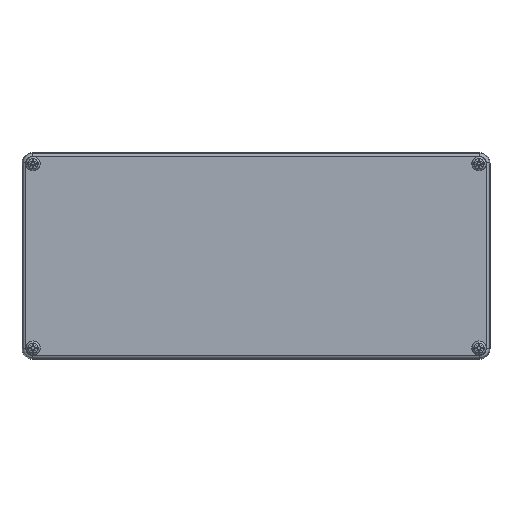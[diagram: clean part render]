
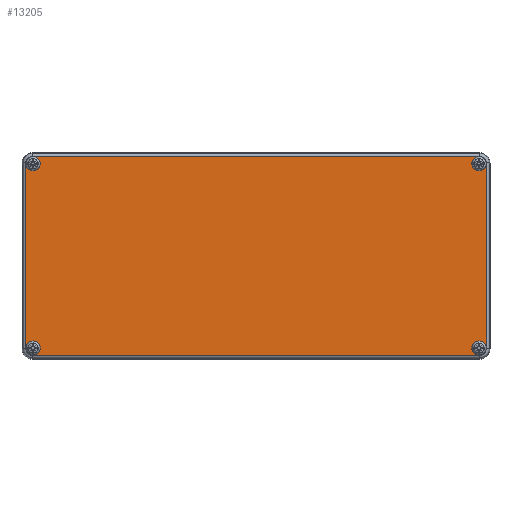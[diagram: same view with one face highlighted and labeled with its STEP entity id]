
A CAD part, top view. The second image highlights one B-rep face of the part: STEP entity #13205.
In plain terms, the highlighted face is planar.
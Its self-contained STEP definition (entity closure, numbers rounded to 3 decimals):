
#12665=CARTESIAN_POINT('',(156.75,-67.,-40.0));
#12666=VERTEX_POINT('',#12665);
#12667=CARTESIAN_POINT('',(162.,-67.,-40.0));
#12668=DIRECTION('',(0.0,0.0,1.0));
#12669=DIRECTION('',(1.0,0.0,0.0));
#12670=AXIS2_PLACEMENT_3D('',#12667,#12668,#12669);
#12671=CIRCLE('',#12670,5.25);
#12672=EDGE_CURVE('',#12666,#12666,#12671,.T.);
#12705=CARTESIAN_POINT('',(-167.25,-67.0,-40.0));
#12706=VERTEX_POINT('',#12705);
#12707=CARTESIAN_POINT('',(-162.,-67.0,-40.0));
#12708=DIRECTION('',(0.0,0.0,1.0));
#12709=DIRECTION('',(1.0,0.0,0.0));
#12710=AXIS2_PLACEMENT_3D('',#12707,#12708,#12709);
#12711=CIRCLE('',#12710,5.25);
#12712=EDGE_CURVE('',#12706,#12706,#12711,.T.);
#12745=CARTESIAN_POINT('',(-167.25,67.0,-40.0));
#12746=VERTEX_POINT('',#12745);
#12747=CARTESIAN_POINT('',(-162.,67.0,-40.0));
#12748=DIRECTION('',(0.0,0.0,1.0));
#12749=DIRECTION('',(1.0,0.0,0.0));
#12750=AXIS2_PLACEMENT_3D('',#12747,#12748,#12749);
#12751=CIRCLE('',#12750,5.25);
#12752=EDGE_CURVE('',#12746,#12746,#12751,.T.);
#12785=CARTESIAN_POINT('',(156.75,67.,-40.0));
#12786=VERTEX_POINT('',#12785);
#12787=CARTESIAN_POINT('',(162.,67.,-40.0));
#12788=DIRECTION('',(0.0,0.0,1.0));
#12789=DIRECTION('',(1.0,0.0,0.0));
#12790=AXIS2_PLACEMENT_3D('',#12787,#12788,#12789);
#12791=CIRCLE('',#12790,5.25);
#12792=EDGE_CURVE('',#12786,#12786,#12791,.T.);
#12816=CARTESIAN_POINT('',(162.5,-72.336,-40.0));
#12817=VERTEX_POINT('',#12816);
#12825=CARTESIAN_POINT('',(167.336,-67.5,-40.0));
#12826=VERTEX_POINT('',#12825);
#12827=CARTESIAN_POINT('',(162.5,-67.5,-40.0));
#12828=DIRECTION('',(0.0,0.0,1.0));
#12829=DIRECTION('',(0.707,-0.707,0.0));
#12830=AXIS2_PLACEMENT_3D('',#12827,#12828,#12829);
#12831=CIRCLE('',#12830,4.836);
#12832=EDGE_CURVE('',#12817,#12826,#12831,.T.);
#12858=CARTESIAN_POINT('',(167.336,67.5,-40.0));
#12859=VERTEX_POINT('',#12858);
#12876=CARTESIAN_POINT('',(167.336,-67.5,-40.0));
#12877=DIRECTION('',(0.0,1.0,0.0));
#12878=VECTOR('',#12877,135.);
#12879=LINE('',#12876,#12878);
#12880=EDGE_CURVE('',#12826,#12859,#12879,.T.);
#12890=CARTESIAN_POINT('',(162.5,72.336,-40.0));
#12891=VERTEX_POINT('',#12890);
#12909=CARTESIAN_POINT('',(162.5,67.5,-40.0));
#12910=DIRECTION('',(0.0,0.0,1.0));
#12911=DIRECTION('',(0.707,0.707,0.0));
#12912=AXIS2_PLACEMENT_3D('',#12909,#12910,#12911);
#12913=CIRCLE('',#12912,4.836);
#12914=EDGE_CURVE('',#12859,#12891,#12913,.T.);
#12924=CARTESIAN_POINT('',(-162.5,72.336,-40.0));
#12925=VERTEX_POINT('',#12924);
#12942=CARTESIAN_POINT('',(162.5,72.336,-40.0));
#12943=DIRECTION('',(-1.0,0.0,0.0));
#12944=VECTOR('',#12943,325.0);
#12945=LINE('',#12942,#12944);
#12946=EDGE_CURVE('',#12891,#12925,#12945,.T.);
#12956=CARTESIAN_POINT('',(-167.336,67.5,-40.0));
#12957=VERTEX_POINT('',#12956);
#12975=CARTESIAN_POINT('',(-162.5,67.5,-40.0));
#12976=DIRECTION('',(0.0,0.0,1.0));
#12977=DIRECTION('',(-0.707,0.707,0.0));
#12978=AXIS2_PLACEMENT_3D('',#12975,#12976,#12977);
#12979=CIRCLE('',#12978,4.836);
#12980=EDGE_CURVE('',#12925,#12957,#12979,.T.);
#12990=CARTESIAN_POINT('',(-167.336,-67.5,-40.0));
#12991=VERTEX_POINT('',#12990);
#13008=CARTESIAN_POINT('',(-167.336,67.5,-40.0));
#13009=DIRECTION('',(0.0,-1.0,0.0));
#13010=VECTOR('',#13009,135.);
#13011=LINE('',#13008,#13010);
#13012=EDGE_CURVE('',#12957,#12991,#13011,.T.);
#13022=CARTESIAN_POINT('',(-162.5,-72.336,-40.0));
#13023=VERTEX_POINT('',#13022);
#13041=CARTESIAN_POINT('',(-162.5,-67.5,-40.0));
#13042=DIRECTION('',(0.0,0.0,1.0));
#13043=DIRECTION('',(-0.707,-0.707,0.0));
#13044=AXIS2_PLACEMENT_3D('',#13041,#13042,#13043);
#13045=CIRCLE('',#13044,4.836);
#13046=EDGE_CURVE('',#12991,#13023,#13045,.T.);
#13064=CARTESIAN_POINT('',(-162.5,-72.336,-40.0));
#13065=DIRECTION('',(1.0,0.0,0.0));
#13066=VECTOR('',#13065,325.);
#13067=LINE('',#13064,#13066);
#13068=EDGE_CURVE('',#13023,#12817,#13067,.T.);
#13178=CARTESIAN_POINT('',(0.,0.,-40.0));
#13179=DIRECTION('',(0.0,0.0,1.0));
#13180=DIRECTION('',(1.0,0.0,0.0));
#13181=AXIS2_PLACEMENT_3D('',#13178,#13179,#13180);
#13182=PLANE('',#13181);
#13183=ORIENTED_EDGE('',*,*,#12832,.F.);
#13184=ORIENTED_EDGE('',*,*,#13068,.F.);
#13185=ORIENTED_EDGE('',*,*,#13046,.F.);
#13186=ORIENTED_EDGE('',*,*,#13012,.F.);
#13187=ORIENTED_EDGE('',*,*,#12980,.F.);
#13188=ORIENTED_EDGE('',*,*,#12946,.F.);
#13189=ORIENTED_EDGE('',*,*,#12914,.F.);
#13190=ORIENTED_EDGE('',*,*,#12880,.F.);
#13191=EDGE_LOOP('',(#13183,#13184,#13185,#13186,#13187,#13188,#13189,#13190));
#13192=FACE_OUTER_BOUND('',#13191,.T.);
#13193=ORIENTED_EDGE('',*,*,#12672,.T.);
#13194=EDGE_LOOP('',(#13193));
#13195=FACE_BOUND('',#13194,.T.);
#13196=ORIENTED_EDGE('',*,*,#12712,.T.);
#13197=EDGE_LOOP('',(#13196));
#13198=FACE_BOUND('',#13197,.T.);
#13199=ORIENTED_EDGE('',*,*,#12752,.T.);
#13200=EDGE_LOOP('',(#13199));
#13201=FACE_BOUND('',#13200,.T.);
#13202=ORIENTED_EDGE('',*,*,#12792,.T.);
#13203=EDGE_LOOP('',(#13202));
#13204=FACE_BOUND('',#13203,.T.);
#13205=ADVANCED_FACE('',(#13192,#13195,#13198,#13201,#13204),#13182,.F.);
